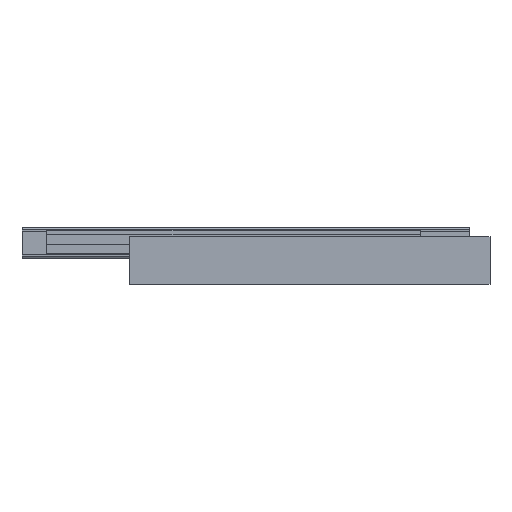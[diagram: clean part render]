
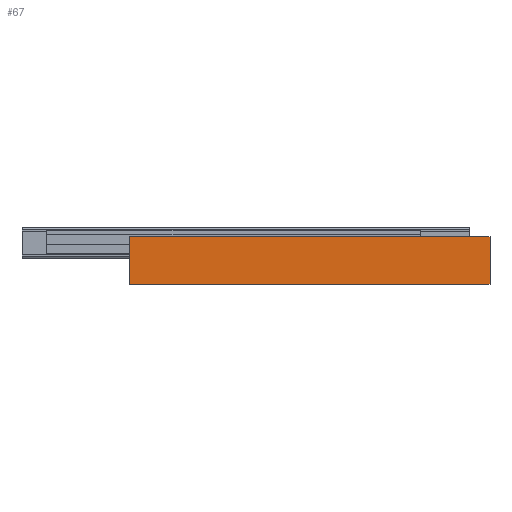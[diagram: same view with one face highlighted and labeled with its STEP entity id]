
A CAD part, front view. The second image highlights one B-rep face of the part: STEP entity #67.
In plain terms, the highlighted planar face has unit normal (0, -1, 0).
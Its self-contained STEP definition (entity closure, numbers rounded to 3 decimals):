
#29 = EDGE_CURVE ( 'NONE', #250, #3426, #6579, .T. ) ;
#67 = ADVANCED_FACE ( 'NONE', ( #1361 ), #5604, .F. ) ;
#94 = CARTESIAN_POINT ( 'NONE',  ( 0., 0., 0. ) ) ;
#250 = VERTEX_POINT ( 'NONE', #6392 ) ;
#494 = LINE ( 'NONE', #994, #3356 ) ;
#511 = CARTESIAN_POINT ( 'NONE',  ( 342., 0., 45. ) ) ;
#554 = ORIENTED_EDGE ( 'NONE', *, *, #5124, .F. ) ;
#697 = CARTESIAN_POINT ( 'NONE',  ( 342., 0., 0. ) ) ;
#773 = EDGE_CURVE ( 'NONE', #2907, #250, #5428, .T. ) ;
#923 = EDGE_LOOP ( 'NONE', ( #1046, #3072, #554, #5338 ) ) ;
#994 = CARTESIAN_POINT ( 'NONE',  ( 342., 0., 0. ) ) ;
#1046 = ORIENTED_EDGE ( 'NONE', *, *, #29, .T. ) ;
#1326 = DIRECTION ( 'NONE',  ( 0., 0., -1. ) ) ;
#1361 = FACE_OUTER_BOUND ( 'NONE', #923, .T. ) ;
#1596 = DIRECTION ( 'NONE',  ( 0., 0., -1. ) ) ;
#2355 = DIRECTION ( 'NONE',  ( 0., 0., 1. ) ) ;
#2657 = LINE ( 'NONE', #4147, #4786 ) ;
#2907 = VERTEX_POINT ( 'NONE', #511 ) ;
#2922 = CARTESIAN_POINT ( 'NONE',  ( 342., 0., 45. ) ) ;
#3072 = ORIENTED_EDGE ( 'NONE', *, *, #4179, .F. ) ;
#3222 = VECTOR ( 'NONE', #1326, 1000. ) ;
#3303 = CARTESIAN_POINT ( 'NONE',  ( 342., 0., 45. ) ) ;
#3356 = VECTOR ( 'NONE', #6652, 1000. ) ;
#3426 = VERTEX_POINT ( 'NONE', #94 ) ;
#3521 = DIRECTION ( 'NONE',  ( 0., 1., 0. ) ) ;
#4103 = VECTOR ( 'NONE', #5388, 1000. ) ;
#4147 = CARTESIAN_POINT ( 'NONE',  ( 342., 0., 45. ) ) ;
#4179 = EDGE_CURVE ( 'NONE', #4359, #3426, #494, .T. ) ;
#4359 = VERTEX_POINT ( 'NONE', #697 ) ;
#4786 = VECTOR ( 'NONE', #1596, 1000. ) ;
#5124 = EDGE_CURVE ( 'NONE', #2907, #4359, #2657, .T. ) ;
#5338 = ORIENTED_EDGE ( 'NONE', *, *, #773, .T. ) ;
#5388 = DIRECTION ( 'NONE',  ( -1., 0., 0. ) ) ;
#5412 = AXIS2_PLACEMENT_3D ( 'NONE', #2922, #3521, #2355 ) ;
#5428 = LINE ( 'NONE', #3303, #4103 ) ;
#5604 = PLANE ( 'NONE',  #5412 ) ;
#6022 = CARTESIAN_POINT ( 'NONE',  ( 0., 0., 45. ) ) ;
#6392 = CARTESIAN_POINT ( 'NONE',  ( 0., 0., 45. ) ) ;
#6579 = LINE ( 'NONE', #6022, #3222 ) ;
#6652 = DIRECTION ( 'NONE',  ( -1., 0., 0. ) ) ;
